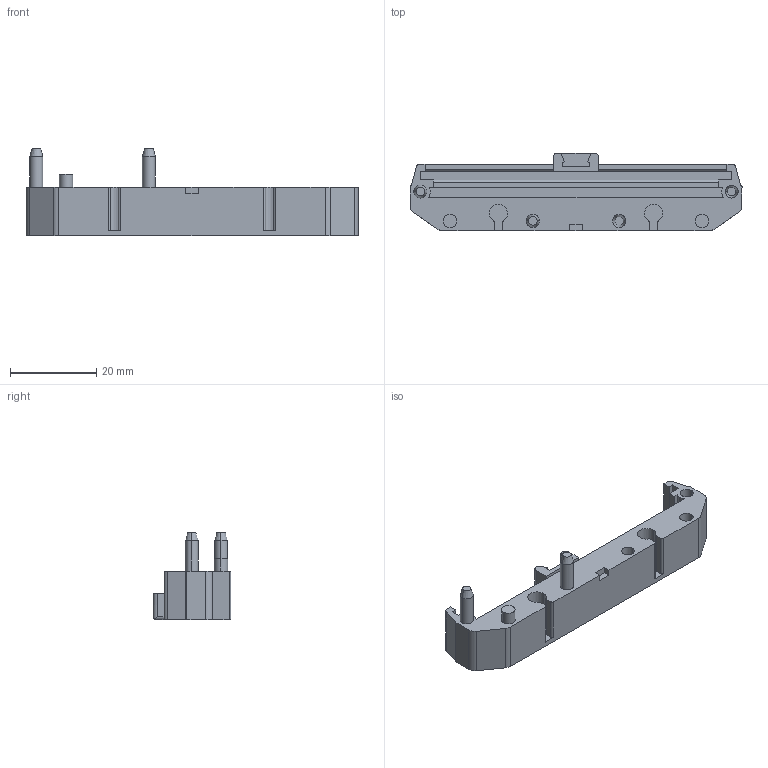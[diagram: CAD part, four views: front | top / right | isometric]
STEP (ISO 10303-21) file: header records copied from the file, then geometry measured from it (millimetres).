
FILE_DESCRIPTION(('SolidDesigner STEP Export'),'2;1');
FILE_NAME('UMK-SE_11.25.stp','2002-08-30T11:39:26',(''),(''),'OneSpaceDesigner STEP processor Version: 9.0 (March 2001)for AP214(CD)(Solid Model)','CoCreate OneSpaceDesigner: 11.50A 18-Jul-2002(C) CoCreate Software GmbH','');
FILE_SCHEMA(('AUTOMOTIVE_DESIGN_CC2 {1 2 10303 214 -1 1 5 1}'));
Length unit declared in the file: millimetre
Products named in the file (2): UMK-SE_11.25
Assembly tree (1 placements, depth 2):
  UMK-SE_11.25
    UMK-SE_11.25
Bounding box: 77 x 18.05 x 20.2 mm (x, y, z)
Volume: 7605.1 mm3; surface area: 5744.9 mm2
Topology: 1 solids, 1 shells, 153 faces, 415 edges, 274 vertices
Faces by surface type: plane 74, cylinder 71, cone 8
Entity records: 5877 total; most frequent: CARTESIAN_POINT 886, ORIENTED_EDGE 830, DIRECTION 730, EDGE_CURVE 415, VERTEX_POINT 274, VECTOR 258, LINE 258, AXIS2_PLACEMENT_3D 236
